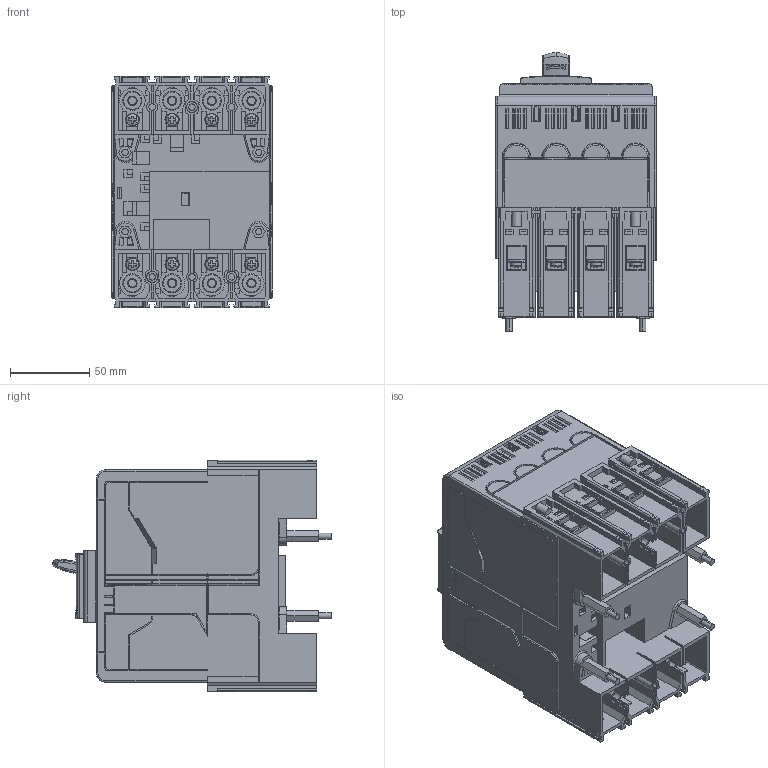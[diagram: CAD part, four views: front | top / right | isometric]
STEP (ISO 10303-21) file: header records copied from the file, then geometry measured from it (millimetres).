
FILE_DESCRIPTION((''),'2;1');
FILE_NAME('1SDH001295R0125_XT1_4P_PLUG-IN_','2022-06-08T11:16:53',('ITMADEL7'),(''),'CREO PARAMETRIC BY PTC INC, 2019030','CREO PARAMETRIC BY PTC INC, 2019030','');
FILE_SCHEMA(('AUTOMOTIVE_DESIGN { 1 0 10303 214 1 1 1 1 }'));
Products named in the file (1): 1SDH001295R0125_XT1_4P_PLUG-IN_
Bounding box: 101.31 x 175.44 x 146 mm (x, y, z)
Volume: 1570800.5 mm3; surface area: 199808.8 mm2
Topology: 1 solids, 31 shells, 9581 faces, 25319 edges, 16648 vertices
Faces by surface type: plane 8441, cylinder 724, bspline 155, cone 85, sphere 80, torus 78, extrusion 18
Entity records: 386582 total; most frequent: CARTESIAN_POINT 73875, ORIENTED_EDGE 50464, DIRECTION 44849, PRESENTATION_STYLE_ASSIGNMENT 25240, STYLED_ITEM 25240, CURVE_STYLE 25239, EDGE_CURVE 25232, VECTOR 21920
